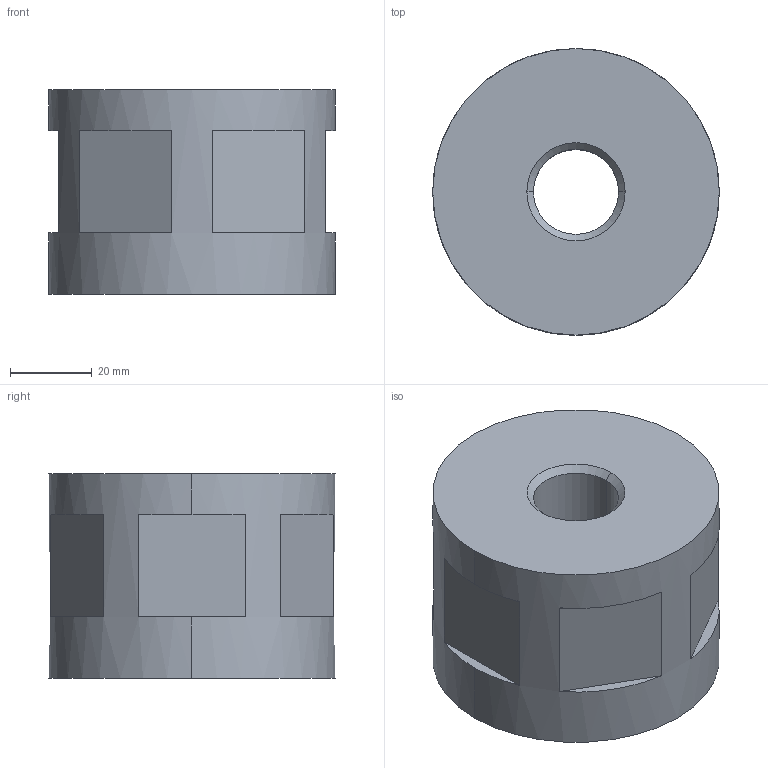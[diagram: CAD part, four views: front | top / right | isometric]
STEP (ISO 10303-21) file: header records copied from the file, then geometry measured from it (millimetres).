
FILE_DESCRIPTION(('STEP AP214'),'1');
FILE_NAME('HALDERN_EH_23310_0241.stp','2020-04-22T11:25:19',('TraceParts'),('TraceParts S.A.'),'Spatial InterOp 3D',' ',' ');
FILE_SCHEMA(('AUTOMOTIVE_DESIGN { 1 0 10303 214 1 1 1 1 }'));
Length unit declared in the file: millimetre
Products named in the file (1): HALDERN_EH_23310_0241
Bounding box: 70 x 70 x 50 mm (x, y, z)
Volume: 168609.1 mm3; surface area: 21925.9 mm2
Topology: 1 solids, 1 shells, 38 faces, 82 edges, 52 vertices
Faces by surface type: plane 22, cylinder 8, cone 8
Entity records: 2044 total; most frequent: DIRECTION 200, STYLED_ITEM 173, PRESENTATION_STYLE_ASSIGNMENT 173, CARTESIAN_POINT 173, COLOUR_RGB 173, ORIENTED_EDGE 164, EDGE_CURVE 82, CURVE_STYLE 82
